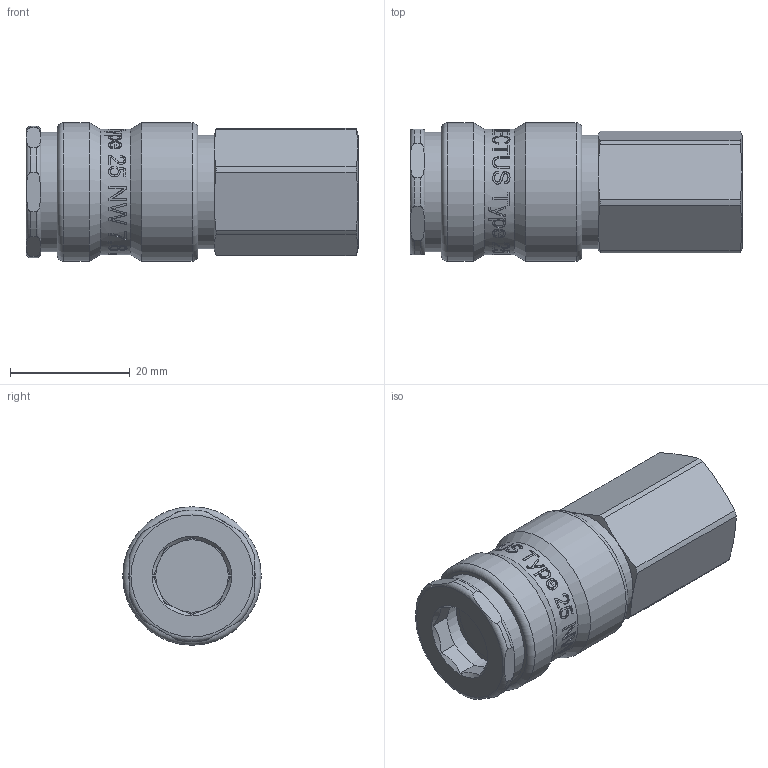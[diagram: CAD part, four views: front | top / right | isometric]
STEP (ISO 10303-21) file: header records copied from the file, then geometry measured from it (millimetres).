
FILE_DESCRIPTION(/* description */ (''),/* implementation_level */ '2;1');
FILE_NAME(/* name */ '25kaiw13bpx8.stp',/* time_stamp */ '2020-01-30T08:58:49+01:00',/* author */ ('IA176480'),/* organization */ (''),/* preprocessor_version */ 'ST-DEVELOPER v17',/* originating_system */ 'Autodesk Inventor 2019',/* authorisation */ '');
FILE_SCHEMA (('AUTOMOTIVE_DESIGN { 1 0 10303 214 3 1 1 }'));
Products named in the file (1): 25KAIW13BPX8
Bounding box: 55.5 x 23.15 x 23.15 mm (x, y, z)
Volume: 17854.3 mm3; surface area: 12696.3 mm2
Topology: 4 solids, 4 shells, 708 faces, 1958 edges, 1314 vertices
Faces by surface type: bspline 349, plane 243, cylinder 86, cone 25, torus 5
Full cylindrical faces by diameter (mm): 11.445 x1, 12.1 x1, 12.5 x1, 14 x2, 14.1 x1, 15.1 x1, 15.262 x1, 15.3 x1, 16 x2, 17.25 x1, 18.95 x1, 19.35 x1, 20 x1, 20.05 x1, 21 x1, 23.15 x2
Entity records: 106041 total; most frequent: CARTESIAN_POINT 89869, ORIENTED_EDGE 3916, DIRECTION 1967, EDGE_CURVE 1958, VERTEX_POINT 1314, B_SPLINE_CURVE_WITH_KNOTS 938, EDGE_LOOP 780, LINE 723
